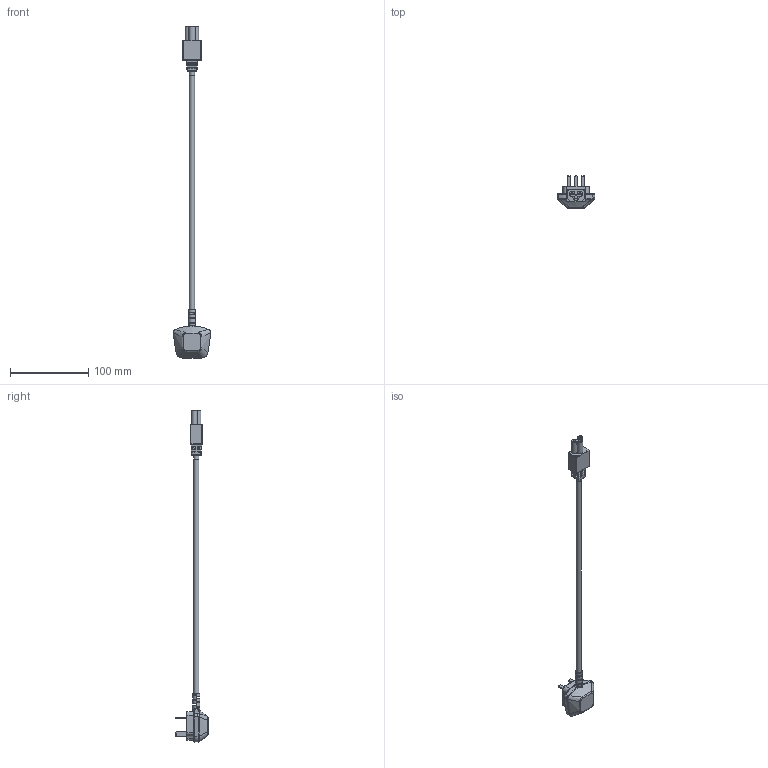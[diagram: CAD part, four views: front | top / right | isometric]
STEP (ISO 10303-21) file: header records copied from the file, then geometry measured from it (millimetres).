
FILE_DESCRIPTION (( 'STEP AP214' ), '1' );
FILE_NAME ('1148-Z1P-A.STEP', '2013-05-15T14:54:48', ( '3DAssist' ), ( '' ), 'SwSTEP 2.0', 'SolidWorks 2013', '' );
FILE_SCHEMA (( 'AUTOMOTIVE_DESIGN' ));
Length unit declared in the file: millimetre
Products named in the file (1): 1148-Z1P-A
Bounding box: 48.32 x 41 x 425 mm (x, y, z)
Volume: 59788.3 mm3; surface area: 19878.7 mm2
Topology: 3 solids, 3 shells, 323 faces, 838 edges, 520 vertices
Faces by surface type: plane 152, cylinder 91, bspline 64, sphere 8, torus 8
Full cylindrical faces by diameter (mm): 3 x2, 4 x1, 6 x1, 6.8 x2, 8.8 x1
Entity records: 21508 total; most frequent: CARTESIAN_POINT 10759, ORIENTED_EDGE 1612, DIRECTION 1250, EDGE_CURVE 806, VERTEX_POINT 507, VECTOR 434, LINE 434, AXIS2_PLACEMENT_3D 408
